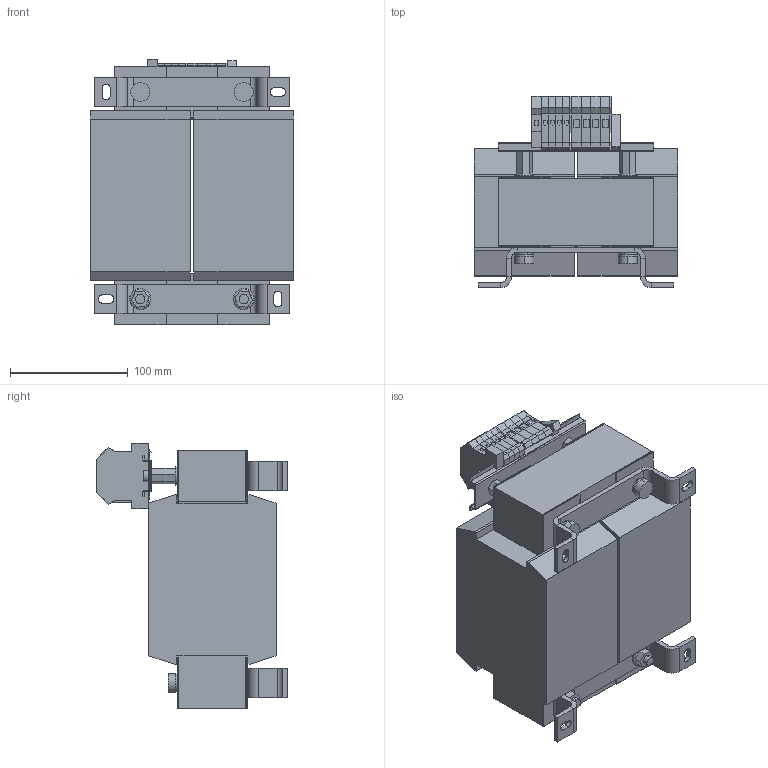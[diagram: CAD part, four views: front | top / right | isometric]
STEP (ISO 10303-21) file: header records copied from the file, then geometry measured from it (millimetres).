
FILE_DESCRIPTION (( 'STEP AP214' ), '1' );
FILE_NAME ('268211.STEP', '2020-07-22T07:26:04', ( '' ), ( '' ), 'SwSTEP 2.0', 'SolidWorks 2018', '' );
FILE_SCHEMA (( 'AUTOMOTIVE_DESIGN' ));
Length unit declared in the file: millimetre
Products named in the file (1): 268211
Bounding box: 173 x 162.65 x 226 mm (x, y, z)
Volume: 3344221.4 mm3; surface area: 255031.2 mm2
Topology: 1 solids, 1 shells, 779 faces, 1893 edges, 1154 vertices
Faces by surface type: plane 645, cylinder 126, cone 4, torus 4
Entity records: 22358 total; most frequent: CARTESIAN_POINT 3991, ORIENTED_EDGE 3786, DIRECTION 3698, EDGE_CURVE 1893, LINE 1608, VECTOR 1608, VERTEX_POINT 1154, AXIS2_PLACEMENT_3D 1045
